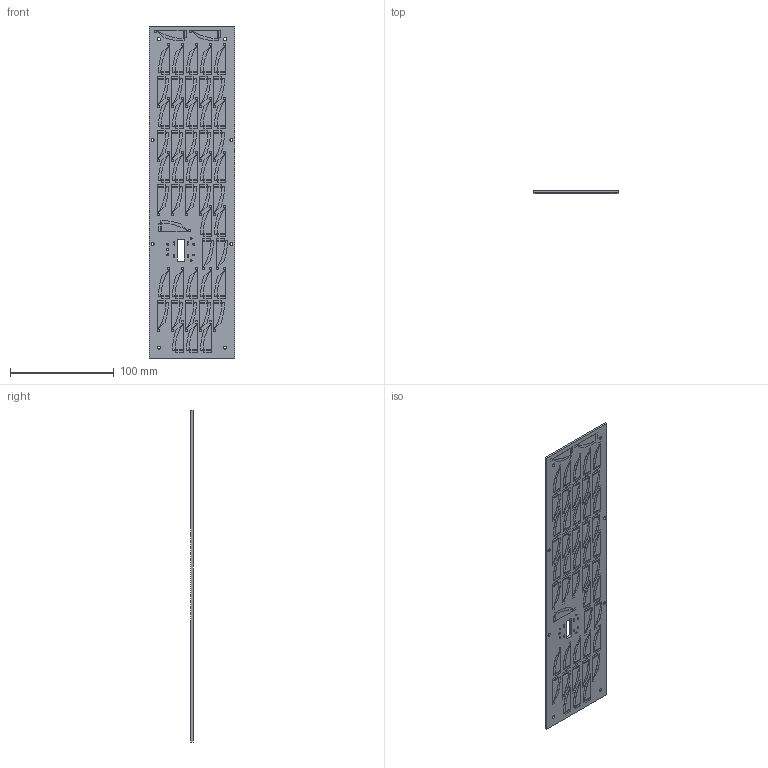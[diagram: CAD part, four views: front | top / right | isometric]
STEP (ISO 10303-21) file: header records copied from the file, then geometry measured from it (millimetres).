
FILE_DESCRIPTION(/* description */ (''),/* implementation_level */ '2;1');
FILE_NAME(/* name */ 'SolarPanel2WCellV2.stp',/* time_stamp */ '2017-08-06T16:12:29-04:00',/* author */ (''),/* organization */ (''),/* preprocessor_version */ 'ST-DEVELOPER v16',/* originating_system */ 'SIEMENS PLM Software NX 10.0',/* authorisation */ '');
FILE_SCHEMA (('AUTOMOTIVE_DESIGN { 1 0 10303 214 3 1 1 1 }'));
Length unit declared in the file: millimetre
Products named in the file (8): RRectangleConnection; LRectangleConnection; Overhead; SolarCellRegion; terminalpoint; SolarPanel2; Onecell; SolarPanel2WCellV2
Assembly tree (56 placements, depth 3):
  SolarPanel2WCellV2
    SolarPanel2
    Onecell  x50
      terminalpoint
      SolarCellRegion
      Overhead
      LRectangleConnection
      RRectangleConnection
Bounding box: 82 x 2.66 x 320 mm (x, y, z)
Volume: 66816.7 mm3; surface area: 77769.6 mm2
Topology: 251 solids, 251 shells, 1583 faces, 3266 edges, 2185 vertices
Faces by surface type: plane 1410, cylinder 173
Full cylindrical faces by diameter (mm): 1 x8, 1.8 x7, 3 x8
Entity records: 2455 total; most frequent: DIRECTION 427, CARTESIAN_POINT 358, ORIENTED_EDGE 266, AXIS2_PLACEMENT_3D 173, EDGE_LOOP 135, EDGE_CURVE 133, VERTEX_POINT 104, FACE_BOUND 96
